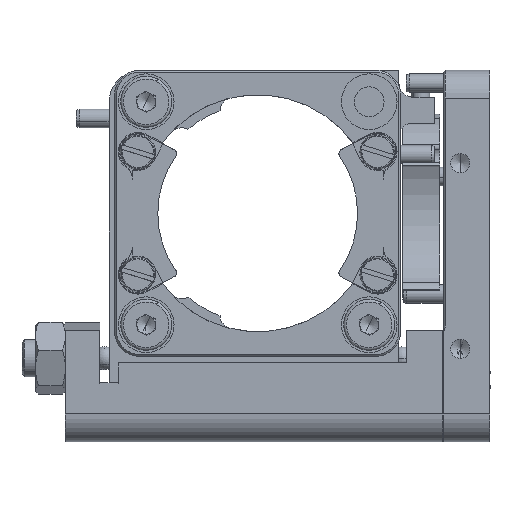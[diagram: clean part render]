
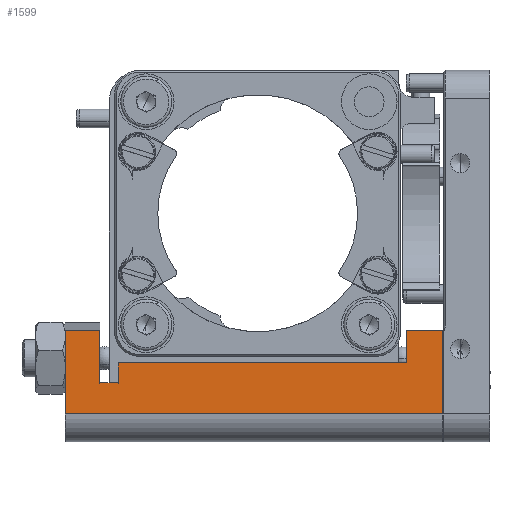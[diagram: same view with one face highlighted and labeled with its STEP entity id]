
A CAD part, left-side view. The second image highlights one B-rep face of the part: STEP entity #1599.
In plain terms, the highlighted planar face has unit normal (-1, 0, 0).
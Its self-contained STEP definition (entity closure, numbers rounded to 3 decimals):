
#316 = CARTESIAN_POINT ( 'NONE',  ( -20., 0.1, -8. ) ) ;
#317 = CARTESIAN_POINT ( 'NONE',  ( -20., 0.1, -17. ) ) ;
#318 = CARTESIAN_POINT ( 'NONE',  ( -20., 35., -11.5 ) ) ;
#322 = CARTESIAN_POINT ( 'NONE',  ( -20., 4., -11.5 ) ) ;
#332 = CARTESIAN_POINT ( 'NONE',  ( -20., 37., -8. ) ) ;
#334 = CARTESIAN_POINT ( 'NONE',  ( -20., 40.7, -8. ) ) ;
#339 = CARTESIAN_POINT ( 'NONE',  ( -20., 37., -13.636 ) ) ;
#345 = CARTESIAN_POINT ( 'NONE',  ( -20., 35., -13.636 ) ) ;
#347 = CARTESIAN_POINT ( 'NONE',  ( -20., 4., -8. ) ) ;
#353 = CARTESIAN_POINT ( 'NONE',  ( -20., 40.7, -17. ) ) ;
#1415 = EDGE_CURVE ( 'NONE', #18694, #18693, #19381, .T. ) ;
#1430 = EDGE_CURVE ( 'NONE', #18699, #18695, #19416, .T. ) ;
#1599 = ADVANCED_FACE ( 'NONE', ( #22043 ), #22044, .F. ) ;
#3029 = EDGE_LOOP ( 'NONE', ( #9410, #9411, #9412, #9413, #9414, #9415, #9416, #9417, #9418, #9419 ) ) ;
#3252 = VECTOR ( 'NONE', #20797, 1000. ) ;
#3277 = VECTOR ( 'NONE', #20854, 1000. ) ;
#3280 = VECTOR ( 'NONE', #20863, 1000. ) ;
#3283 = VECTOR ( 'NONE', #20872, 1000. ) ;
#3294 = VECTOR ( 'NONE', #20904, 1000. ) ;
#3300 = VECTOR ( 'NONE', #20919, 1000. ) ;
#3304 = VECTOR ( 'NONE', #20926, 1000. ) ;
#3306 = VECTOR ( 'NONE', #20932, 1000. ) ;
#9410 = ORIENTED_EDGE ( 'NONE', *, *, #29703, .T. ) ;
#9411 = ORIENTED_EDGE ( 'NONE', *, *, #1415, .T. ) ;
#9412 = ORIENTED_EDGE ( 'NONE', *, *, #29708, .F. ) ;
#9413 = ORIENTED_EDGE ( 'NONE', *, *, #29698, .T. ) ;
#9414 = ORIENTED_EDGE ( 'NONE', *, *, #1430, .T. ) ;
#9415 = ORIENTED_EDGE ( 'NONE', *, *, #29688, .T. ) ;
#9416 = ORIENTED_EDGE ( 'NONE', *, *, #29685, .T. ) ;
#9417 = ORIENTED_EDGE ( 'NONE', *, *, #29682, .T. ) ;
#9418 = ORIENTED_EDGE ( 'NONE', *, *, #29664, .F. ) ;
#9419 = ORIENTED_EDGE ( 'NONE', *, *, #29706, .F. ) ;
#18367 = AXIS2_PLACEMENT_3D ( 'NONE', #22036, #22047, #22048 ) ;
#18693 = VERTEX_POINT ( 'NONE', #316 ) ;
#18694 = VERTEX_POINT ( 'NONE', #317 ) ;
#18695 = VERTEX_POINT ( 'NONE', #318 ) ;
#18699 = VERTEX_POINT ( 'NONE', #322 ) ;
#18709 = VERTEX_POINT ( 'NONE', #332 ) ;
#18711 = VERTEX_POINT ( 'NONE', #334 ) ;
#18716 = VERTEX_POINT ( 'NONE', #339 ) ;
#18722 = VERTEX_POINT ( 'NONE', #345 ) ;
#18724 = VERTEX_POINT ( 'NONE', #347 ) ;
#18730 = VERTEX_POINT ( 'NONE', #353 ) ;
#19381 = LINE ( 'NONE', #19383, #28630 ) ;
#19383 = CARTESIAN_POINT ( 'NONE',  ( -20., 0.1, -20. ) ) ;
#19384 = DIRECTION ( 'NONE',  ( 0., 0., 1. ) ) ;
#19416 = LINE ( 'NONE', #19426, #28646 ) ;
#19426 = CARTESIAN_POINT ( 'NONE',  ( -20., -14.106, -11.5 ) ) ;
#19427 = DIRECTION ( 'NONE',  ( 0., 1., 0. ) ) ;
#20795 = LINE ( 'NONE', #20796, #3252 ) ;
#20796 = CARTESIAN_POINT ( 'NONE',  ( -20., 40.7, -8. ) ) ;
#20797 = DIRECTION ( 'NONE',  ( 0., -1., 0. ) ) ;
#20852 = LINE ( 'NONE', #20853, #3277 ) ;
#20853 = CARTESIAN_POINT ( 'NONE',  ( -20., 37., -20. ) ) ;
#20854 = DIRECTION ( 'NONE',  ( 0., 0., 1. ) ) ;
#20861 = LINE ( 'NONE', #20862, #3280 ) ;
#20862 = CARTESIAN_POINT ( 'NONE',  ( -20., 40.7, -13.636 ) ) ;
#20863 = DIRECTION ( 'NONE',  ( 0., 1., 0. ) ) ;
#20870 = LINE ( 'NONE', #20871, #3283 ) ;
#20871 = CARTESIAN_POINT ( 'NONE',  ( -20., 35., -20. ) ) ;
#20872 = DIRECTION ( 'NONE',  ( 0., 0., -1. ) ) ;
#20894 = LINE ( 'NONE', #20895, #3294 ) ;
#20895 = CARTESIAN_POINT ( 'NONE',  ( -20., 4., -20. ) ) ;
#20904 = DIRECTION ( 'NONE',  ( 0., 0., -1. ) ) ;
#20917 = LINE ( 'NONE', #20918, #3300 ) ;
#20918 = CARTESIAN_POINT ( 'NONE',  ( -20., 40.7, -17. ) ) ;
#20919 = DIRECTION ( 'NONE',  ( 0., -1., 0. ) ) ;
#20924 = LINE ( 'NONE', #20925, #3304 ) ;
#20925 = CARTESIAN_POINT ( 'NONE',  ( -20., 40.7, -20. ) ) ;
#20926 = DIRECTION ( 'NONE',  ( 0., 0., 1. ) ) ;
#20930 = LINE ( 'NONE', #20931, #3306 ) ;
#20931 = CARTESIAN_POINT ( 'NONE',  ( -20., 40.7, -8. ) ) ;
#20932 = DIRECTION ( 'NONE',  ( 0., -1., 0. ) ) ;
#22036 = CARTESIAN_POINT ( 'NONE',  ( -20., 40.7, -20. ) ) ;
#22043 = FACE_OUTER_BOUND ( 'NONE', #3029, .T. ) ;
#22044 = PLANE ( 'NONE',  #18367 ) ;
#22047 = DIRECTION ( 'NONE',  ( 1., 0., 0. ) ) ;
#22048 = DIRECTION ( 'NONE',  ( 0., 0., -1. ) ) ;
#28630 = VECTOR ( 'NONE', #19384, 1000. ) ;
#28646 = VECTOR ( 'NONE', #19427, 1000. ) ;
#29664 = EDGE_CURVE ( 'NONE', #18711, #18709, #20795, .T. ) ;
#29682 = EDGE_CURVE ( 'NONE', #18716, #18709, #20852, .T. ) ;
#29685 = EDGE_CURVE ( 'NONE', #18722, #18716, #20861, .T. ) ;
#29688 = EDGE_CURVE ( 'NONE', #18695, #18722, #20870, .T. ) ;
#29698 = EDGE_CURVE ( 'NONE', #18724, #18699, #20894, .T. ) ;
#29703 = EDGE_CURVE ( 'NONE', #18730, #18694, #20917, .T. ) ;
#29706 = EDGE_CURVE ( 'NONE', #18730, #18711, #20924, .T. ) ;
#29708 = EDGE_CURVE ( 'NONE', #18724, #18693, #20930, .T. ) ;
